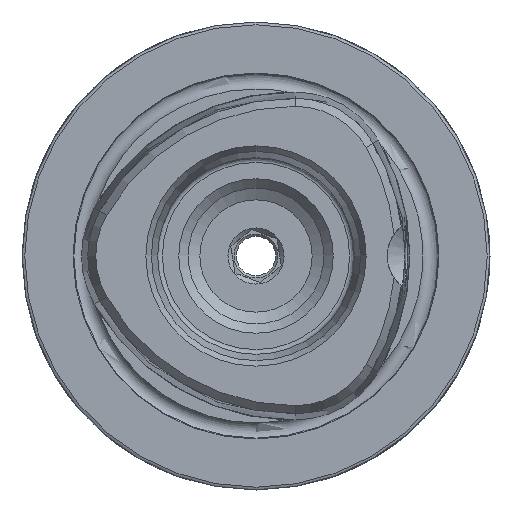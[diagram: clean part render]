
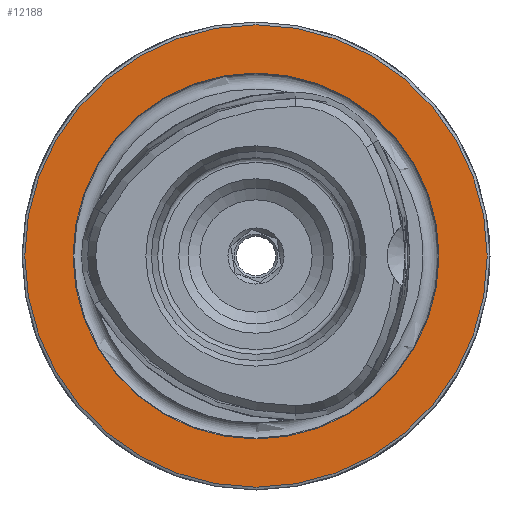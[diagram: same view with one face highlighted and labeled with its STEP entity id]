
A CAD part, left-side view. The second image highlights one B-rep face of the part: STEP entity #12188.
In plain terms, the highlighted planar face has unit normal (-1, 0, 0).
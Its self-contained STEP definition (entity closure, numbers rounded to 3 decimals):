
#1584 = CARTESIAN_POINT ( 'NONE',  ( 0., 0., 0. ) ) ;
#2473 = DIRECTION ( 'NONE',  ( 0., 0., -1. ) ) ;
#5035 = EDGE_CURVE ( 'NONE', #8150, #8150, #6465, .T. ) ;
#5191 = DIRECTION ( 'NONE',  ( -1., 0., 0. ) ) ;
#5642 = CIRCLE ( 'NONE', #12942, 24.7 ) ;
#5793 = CARTESIAN_POINT ( 'NONE',  ( 0., 0., 24.7 ) ) ;
#6191 = DIRECTION ( 'NONE',  ( 1., 0., 0. ) ) ;
#6465 = CIRCLE ( 'NONE', #6940, 19.55 ) ;
#6940 = AXIS2_PLACEMENT_3D ( 'NONE', #1584, #10110, #13859 ) ;
#7750 = DIRECTION ( 'NONE',  ( 0., 0., 1. ) ) ;
#8150 = VERTEX_POINT ( 'NONE', #8571 ) ;
#8422 = EDGE_CURVE ( 'NONE', #14923, #14923, #5642, .T. ) ;
#8571 = CARTESIAN_POINT ( 'NONE',  ( 0., 0., 19.55 ) ) ;
#8838 = FACE_OUTER_BOUND ( 'NONE', #10521, .T. ) ;
#10110 = DIRECTION ( 'NONE',  ( -1., 0., 0. ) ) ;
#10521 = EDGE_LOOP ( 'NONE', ( #11458 ) ) ;
#10967 = CARTESIAN_POINT ( 'NONE',  ( 0., 19.55, 0. ) ) ;
#11108 = FACE_BOUND ( 'NONE', #13729, .T. ) ;
#11413 = CARTESIAN_POINT ( 'NONE',  ( 0., 0., 0. ) ) ;
#11458 = ORIENTED_EDGE ( 'NONE', *, *, #8422, .T. ) ;
#11809 = ORIENTED_EDGE ( 'NONE', *, *, #5035, .F. ) ;
#12188 = ADVANCED_FACE ( 'NONE', ( #11108, #8838 ), #12194, .F. ) ;
#12194 = PLANE ( 'NONE',  #12432 ) ;
#12432 = AXIS2_PLACEMENT_3D ( 'NONE', #10967, #6191, #2473 ) ;
#12942 = AXIS2_PLACEMENT_3D ( 'NONE', #11413, #5191, #7750 ) ;
#13729 = EDGE_LOOP ( 'NONE', ( #11809 ) ) ;
#13859 = DIRECTION ( 'NONE',  ( 0., 0., 1. ) ) ;
#14923 = VERTEX_POINT ( 'NONE', #5793 ) ;
